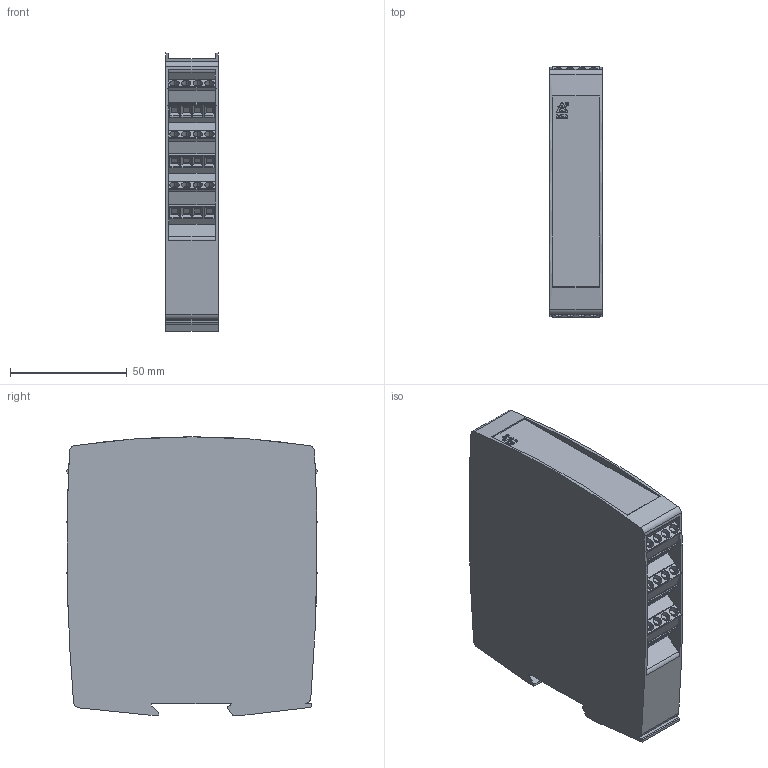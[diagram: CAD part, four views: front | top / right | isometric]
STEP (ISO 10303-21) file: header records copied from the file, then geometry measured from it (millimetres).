
FILE_DESCRIPTION (( 'STEP AP214' ), '1' );
FILE_NAME ('UG9256-11-400-61.STEP', '2025-05-27T21:11:48', ( '' ), ( '' ), 'SwSTEP 2.0', 'SolidWorks 2024', '' );
FILE_SCHEMA (( 'AUTOMOTIVE_DESIGN' ));
Length unit declared in the file: inch
Products named in the file (1): UG9256-11-400-61
Bounding box: 22.5 x 107.77 x 119.19 mm (x, y, z)
Volume: 259763.4 mm3; surface area: 41754.5 mm2
Topology: 1 solids, 1 shells, 1036 faces, 2754 edges, 1788 vertices
Faces by surface type: plane 813, cylinder 222, bspline 1
Entity records: 31899 total; most frequent: CARTESIAN_POINT 5590, ORIENTED_EDGE 5508, DIRECTION 5385, EDGE_CURVE 2754, LINE 2191, VECTOR 2191, VERTEX_POINT 1788, AXIS2_PLACEMENT_3D 1597
